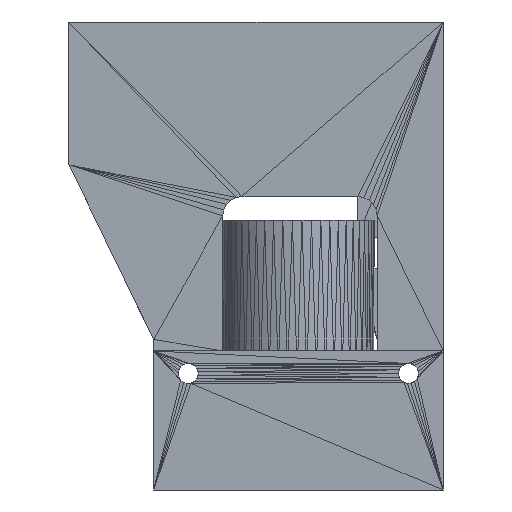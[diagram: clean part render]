
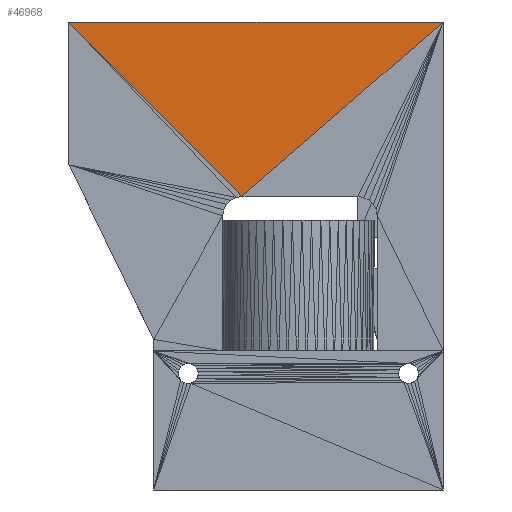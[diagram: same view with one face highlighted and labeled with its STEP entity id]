
A CAD part, front view. The second image highlights one B-rep face of the part: STEP entity #46968.
In plain terms, the highlighted planar face has unit normal (0, -1, 0).
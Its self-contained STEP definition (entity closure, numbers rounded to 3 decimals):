
#43313 = VERTEX_POINT('',#43314);
#43314 = CARTESIAN_POINT('',(24.54,-12.22,
    69.606));
#43447 = VERTEX_POINT('',#43448);
#43448 = CARTESIAN_POINT('',(-36.966,-12.22,
    69.606));
#43492 = EDGE_CURVE('',#43447,#43313,#43493,.T.);
#43493 = LINE('',#43494,#43495);
#43494 = CARTESIAN_POINT('',(-36.966,-12.22,
    69.606));
#43495 = VECTOR('',#43496,1.);
#43496 = DIRECTION('',(1.,0.,0.));
#44156 = VERTEX_POINT('',#44157);
#44157 = CARTESIAN_POINT('',(-8.518,-12.22,
    40.904));
#46956 = EDGE_CURVE('',#44156,#43447,#46957,.T.);
#46957 = LINE('',#46958,#46959);
#46958 = CARTESIAN_POINT('',(-8.518,-12.22,
    40.904));
#46959 = VECTOR('',#46960,1.);
#46960 = DIRECTION('',(-0.704,0.,0.71));
#46968 = ADVANCED_FACE('',(#46969),#46979,.T.);
#46969 = FACE_BOUND('',#46970,.T.);
#46970 = EDGE_LOOP('',(#46971,#46972,#46973));
#46971 = ORIENTED_EDGE('',*,*,#43492,.F.);
#46972 = ORIENTED_EDGE('',*,*,#46956,.F.);
#46973 = ORIENTED_EDGE('',*,*,#46974,.T.);
#46974 = EDGE_CURVE('',#44156,#43313,#46975,.T.);
#46975 = LINE('',#46976,#46977);
#46976 = CARTESIAN_POINT('',(-8.518,-12.22,
    40.904));
#46977 = VECTOR('',#46978,1.);
#46978 = DIRECTION('',(0.755,0.,0.656));
#46979 = PLANE('',#46980);
#46980 = AXIS2_PLACEMENT_3D('',#46981,#46982,#46983);
#46981 = CARTESIAN_POINT('',(-6.523,-12.22,
    61.313));
#46982 = DIRECTION('',(-0.,-1.,-0.));
#46983 = DIRECTION('',(0.,0.,-1.));
